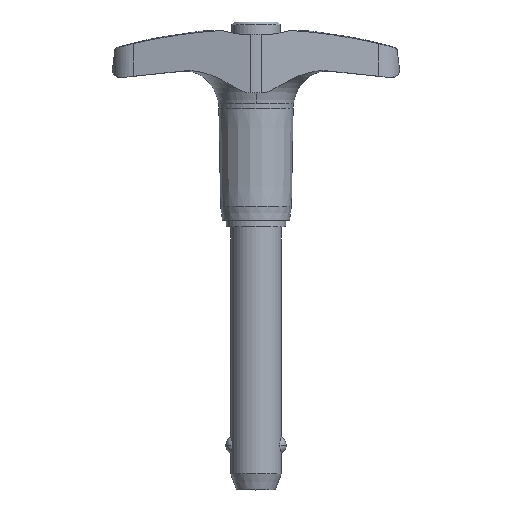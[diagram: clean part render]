
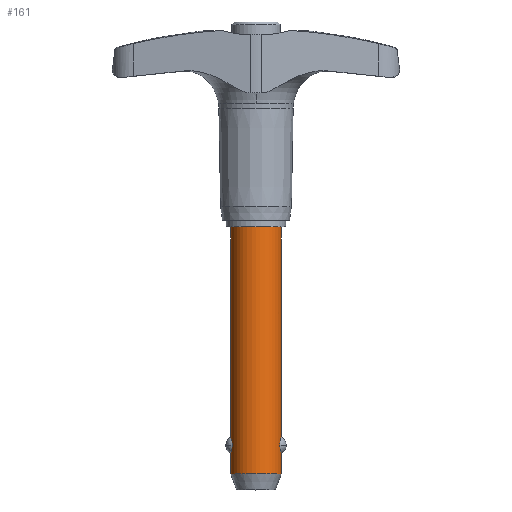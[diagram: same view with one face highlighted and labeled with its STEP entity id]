
A CAD part, top view. The second image highlights one B-rep face of the part: STEP entity #161.
In plain terms, the highlighted cylindrical face has radius 3.969 mm (diameter 7.938 mm), a partial arc.
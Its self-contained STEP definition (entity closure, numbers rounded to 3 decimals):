
#161=ADVANCED_FACE('',(#363),#364,.T.);
#363=FACE_OUTER_BOUND('',#602,.T.);
#364=CYLINDRICAL_SURFACE('',#603,3.969);
#602=EDGE_LOOP('',(#1029,#1030,#1031,#1032,#1033,#1034,#1035,#1036,#1037,#1038));
#603=AXIS2_PLACEMENT_3D('',#1039,#1040,#1041);
#1029=ORIENTED_EDGE('',*,*,#1620,.T.);
#1030=ORIENTED_EDGE('',*,*,#1621,.T.);
#1031=ORIENTED_EDGE('',*,*,#1507,.T.);
#1032=ORIENTED_EDGE('',*,*,#1622,.T.);
#1033=ORIENTED_EDGE('',*,*,#1599,.F.);
#1034=ORIENTED_EDGE('',*,*,#1623,.T.);
#1035=ORIENTED_EDGE('',*,*,#1497,.T.);
#1036=ORIENTED_EDGE('',*,*,#1624,.T.);
#1037=ORIENTED_EDGE('',*,*,#1625,.T.);
#1038=ORIENTED_EDGE('',*,*,#1626,.T.);
#1039=CARTESIAN_POINT('',(0.0,-20.701,0.0));
#1040=DIRECTION('',(-0.0,1.0,0.0));
#1041=DIRECTION('',(1.0,0.0,0.0));
#1497=EDGE_CURVE('',#1818,#1815,#1819,.T.);
#1507=EDGE_CURVE('',#1831,#1833,#1835,.T.);
#1599=EDGE_CURVE('',#1981,#1980,#1983,.T.);
#1620=EDGE_CURVE('',#1838,#2012,#2013,.T.);
#1621=EDGE_CURVE('',#2012,#1831,#2014,.T.);
#1622=EDGE_CURVE('',#1833,#1980,#2015,.T.);
#1623=EDGE_CURVE('',#1981,#1818,#2016,.T.);
#1624=EDGE_CURVE('',#1815,#2017,#2018,.T.);
#1625=EDGE_CURVE('',#2017,#1842,#2019,.T.);
#1626=EDGE_CURVE('',#1842,#1838,#2020,.T.);
#1815=VERTEX_POINT('',#2360);
#1818=VERTEX_POINT('',#2363);
#1819=B_SPLINE_CURVE_WITH_KNOTS('',3,(#2364,#2365,#2366,#2367,#2368,#2369,#2370,#2371,#2372,#2373,#2374,#2375,#2376,#2377),.UNSPECIFIED.,.F.,.F.,(4,2,2,2,2,2,4),(6.251,6.62,6.989,7.207,7.425,7.88,8.335),.UNSPECIFIED.);
#1831=VERTEX_POINT('',#2432);
#1833=VERTEX_POINT('',#2434);
#1835=B_SPLINE_CURVE_WITH_KNOTS('',3,(#2449,#2450,#2451,#2452,#2453,#2454,#2455,#2456,#2457,#2458,#2459,#2460,#2461,#2462),.UNSPECIFIED.,.F.,.F.,(4,2,2,2,2,2,4),(4.167,4.622,5.077,5.295,5.513,5.882,6.251),.UNSPECIFIED.);
#1838=VERTEX_POINT('',#2465);
#1842=VERTEX_POINT('',#2470);
#1980=VERTEX_POINT('',#3159);
#1981=VERTEX_POINT('',#3160);
#1983=CIRCLE('',#3162,3.969);
#2012=VERTEX_POINT('',#3229);
#2013=LINE('',#3230,#3231);
#2014=B_SPLINE_CURVE_WITH_KNOTS('',3,(#3232,#3233,#3234,#3235,#3236,#3237,#3238,#3239,#3240,#3241,#3242,#3243,#3244,#3245),.UNSPECIFIED.,.F.,.F.,(4,2,2,2,2,2,4),(2.084,2.453,2.822,3.04,3.257,3.712,4.167),.UNSPECIFIED.);
#2015=LINE('',#3246,#3247);
#2016=LINE('',#3248,#3249);
#2017=VERTEX_POINT('',#3250);
#2018=B_SPLINE_CURVE_WITH_KNOTS('',3,(#3251,#3252,#3253,#3254,#3255,#3256,#3257,#3258,#3259,#3260,#3261,#3262,#3263,#3264),.UNSPECIFIED.,.F.,.F.,(4,2,2,2,2,2,4),(0.0,0.455,0.91,1.128,1.345,1.715,2.084),.UNSPECIFIED.);
#2019=LINE('',#3265,#3266);
#2020=CIRCLE('',#3267,3.969);
#2360=CARTESIAN_POINT('',(-3.7,-34.343,1.435));
#2363=CARTESIAN_POINT('',(-3.969,-33.02,0.));
#2364=CARTESIAN_POINT('',(-3.969,-33.02,0.));
#2365=CARTESIAN_POINT('',(-3.969,-33.02,0.123));
#2366=CARTESIAN_POINT('',(-3.963,-33.035,0.257));
#2367=CARTESIAN_POINT('',(-3.937,-33.099,0.514));
#2368=CARTESIAN_POINT('',(-3.919,-33.148,0.638));
#2369=CARTESIAN_POINT('',(-3.886,-33.241,0.807));
#2370=CARTESIAN_POINT('',(-3.872,-33.284,0.873));
#2371=CARTESIAN_POINT('',(-3.842,-33.38,0.996));
#2372=CARTESIAN_POINT('',(-3.827,-33.433,1.053));
#2373=CARTESIAN_POINT('',(-3.784,-33.596,1.201));
#2374=CARTESIAN_POINT('',(-3.754,-33.732,1.289));
#2375=CARTESIAN_POINT('',(-3.712,-34.03,1.406));
#2376=CARTESIAN_POINT('',(-3.7,-34.192,1.435));
#2377=CARTESIAN_POINT('',(-3.7,-34.343,1.435));
#2432=CARTESIAN_POINT('',(3.7,-34.343,1.435));
#2434=CARTESIAN_POINT('',(3.969,-33.02,0.));
#2449=CARTESIAN_POINT('',(3.7,-34.343,1.435));
#2450=CARTESIAN_POINT('',(3.7,-34.192,1.435));
#2451=CARTESIAN_POINT('',(3.712,-34.03,1.406));
#2452=CARTESIAN_POINT('',(3.754,-33.732,1.289));
#2453=CARTESIAN_POINT('',(3.784,-33.596,1.201));
#2454=CARTESIAN_POINT('',(3.827,-33.433,1.053));
#2455=CARTESIAN_POINT('',(3.842,-33.38,0.996));
#2456=CARTESIAN_POINT('',(3.872,-33.284,0.873));
#2457=CARTESIAN_POINT('',(3.886,-33.241,0.807));
#2458=CARTESIAN_POINT('',(3.919,-33.148,0.638));
#2459=CARTESIAN_POINT('',(3.937,-33.099,0.514));
#2460=CARTESIAN_POINT('',(3.963,-33.035,0.257));
#2461=CARTESIAN_POINT('',(3.969,-33.02,0.123));
#2462=CARTESIAN_POINT('',(3.969,-33.02,0.));
#2465=CARTESIAN_POINT('',(3.969,-38.887,0.0));
#2470=CARTESIAN_POINT('',(-3.969,-38.887,0.));
#3159=CARTESIAN_POINT('',(3.969,0.0,0.0));
#3160=CARTESIAN_POINT('',(-3.969,0.0,0.));
#3162=AXIS2_PLACEMENT_3D('',#4010,#4011,#4012);
#3229=CARTESIAN_POINT('',(3.969,-35.667,0.));
#3230=CARTESIAN_POINT('',(3.969,-20.701,0.));
#3231=VECTOR('',#4040,1.0);
#3232=CARTESIAN_POINT('',(3.969,-35.667,0.0));
#3233=CARTESIAN_POINT('',(3.969,-35.667,0.123));
#3234=CARTESIAN_POINT('',(3.963,-35.652,0.257));
#3235=CARTESIAN_POINT('',(3.937,-35.588,0.514));
#3236=CARTESIAN_POINT('',(3.919,-35.538,0.638));
#3237=CARTESIAN_POINT('',(3.886,-35.446,0.807));
#3238=CARTESIAN_POINT('',(3.872,-35.403,0.873));
#3239=CARTESIAN_POINT('',(3.842,-35.307,0.996));
#3240=CARTESIAN_POINT('',(3.827,-35.254,1.053));
#3241=CARTESIAN_POINT('',(3.784,-35.091,1.201));
#3242=CARTESIAN_POINT('',(3.754,-34.954,1.289));
#3243=CARTESIAN_POINT('',(3.712,-34.656,1.406));
#3244=CARTESIAN_POINT('',(3.7,-34.495,1.435));
#3245=CARTESIAN_POINT('',(3.7,-34.343,1.435));
#3246=CARTESIAN_POINT('',(3.969,-20.701,0.));
#3247=VECTOR('',#4041,1.0);
#3248=CARTESIAN_POINT('',(-3.969,-20.701,0.));
#3249=VECTOR('',#4042,1.0);
#3250=CARTESIAN_POINT('',(-3.969,-35.667,0.));
#3251=CARTESIAN_POINT('',(-3.7,-34.343,1.435));
#3252=CARTESIAN_POINT('',(-3.7,-34.495,1.435));
#3253=CARTESIAN_POINT('',(-3.712,-34.656,1.406));
#3254=CARTESIAN_POINT('',(-3.754,-34.954,1.289));
#3255=CARTESIAN_POINT('',(-3.784,-35.091,1.201));
#3256=CARTESIAN_POINT('',(-3.827,-35.254,1.053));
#3257=CARTESIAN_POINT('',(-3.842,-35.307,0.996));
#3258=CARTESIAN_POINT('',(-3.872,-35.403,0.873));
#3259=CARTESIAN_POINT('',(-3.886,-35.446,0.807));
#3260=CARTESIAN_POINT('',(-3.919,-35.538,0.638));
#3261=CARTESIAN_POINT('',(-3.937,-35.588,0.514));
#3262=CARTESIAN_POINT('',(-3.963,-35.652,0.257));
#3263=CARTESIAN_POINT('',(-3.969,-35.667,0.123));
#3264=CARTESIAN_POINT('',(-3.969,-35.667,0.));
#3265=CARTESIAN_POINT('',(-3.969,-20.701,0.));
#3266=VECTOR('',#4043,1.0);
#3267=AXIS2_PLACEMENT_3D('',#4044,#4045,#4046);
#4010=CARTESIAN_POINT('',(0.0,0.0,0.0));
#4011=DIRECTION('',(-0.0,1.0,0.0));
#4012=DIRECTION('',(1.0,0.0,0.0));
#4040=DIRECTION('',(0.0,1.0,0.0));
#4041=DIRECTION('',(0.0,1.0,0.0));
#4042=DIRECTION('',(-0.0,-1.0,-0.0));
#4043=DIRECTION('',(-0.0,-1.0,-0.0));
#4044=CARTESIAN_POINT('',(0.0,-38.887,0.0));
#4045=DIRECTION('',(0.,1.0,0.0));
#4046=DIRECTION('',(1.0,0.,0.0));
